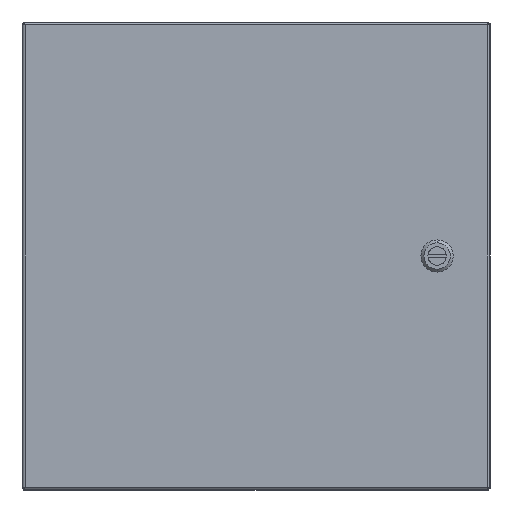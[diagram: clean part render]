
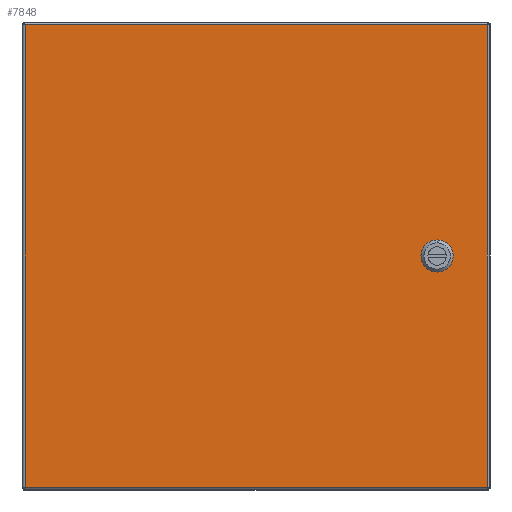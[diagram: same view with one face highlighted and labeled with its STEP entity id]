
A CAD part, front view. The second image highlights one B-rep face of the part: STEP entity #7848.
In plain terms, the highlighted planar face has unit normal (0, -1, 0).
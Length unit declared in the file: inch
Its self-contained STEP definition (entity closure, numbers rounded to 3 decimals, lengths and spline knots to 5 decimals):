
#499 = ORIENTED_EDGE ( 'NONE', *, *, #2741, .T. ) ;
#602 = ORIENTED_EDGE ( 'NONE', *, *, #10696, .T. ) ;
#760 = EDGE_CURVE ( 'NONE', #19678, #14008, #19654, .T. ) ;
#794 = VERTEX_POINT ( 'NONE', #16177 ) ;
#894 = LINE ( 'NONE', #9087, #8899 ) ;
#935 = EDGE_CURVE ( 'NONE', #13053, #15660, #16715, .T. ) ;
#943 = CARTESIAN_POINT ( 'NONE',  ( 5.96, -8.821, -0.3955 ) ) ;
#1012 = CARTESIAN_POINT ( 'NONE',  ( 6.5865, -8.821, -0.231 ) ) ;
#1039 = CARTESIAN_POINT ( 'NONE',  ( -7.896, -8.821, -7.8985 ) ) ;
#1046 = DIRECTION ( 'NONE',  ( 0., 0., 1. ) ) ;
#1205 = CARTESIAN_POINT ( 'NONE',  ( -7.896, -8.821, -7.8985 ) ) ;
#1278 = CARTESIAN_POINT ( 'NONE',  ( 5.96, -8.821, 0.3955 ) ) ;
#1906 = LINE ( 'NONE', #8324, #19960 ) ;
#2317 = EDGE_CURVE ( 'NONE', #20024, #7277, #15489, .T. ) ;
#2741 = EDGE_CURVE ( 'NONE', #7277, #13053, #8888, .T. ) ;
#2750 = FACE_OUTER_BOUND ( 'NONE', #5114, .T. ) ;
#3146 = LINE ( 'NONE', #1278, #3312 ) ;
#3297 = DIRECTION ( 'NONE',  ( 0., 0., -1. ) ) ;
#3312 = VECTOR ( 'NONE', #8023, 39.37008 ) ;
#3335 = ORIENTED_EDGE ( 'NONE', *, *, #13973, .T. ) ;
#3722 = VERTEX_POINT ( 'NONE', #6865 ) ;
#4142 = LINE ( 'NONE', #10898, #5834 ) ;
#4208 = CARTESIAN_POINT ( 'NONE',  ( 6.5865, -8.821, -0.231 ) ) ;
#5114 = EDGE_LOOP ( 'NONE', ( #9026, #7756, #13724, #5690 ) ) ;
#5690 = ORIENTED_EDGE ( 'NONE', *, *, #12881, .T. ) ;
#5691 = VECTOR ( 'NONE', #17457, 39.37008 ) ;
#5834 = VECTOR ( 'NONE', #7345, 39.37008 ) ;
#5871 = DIRECTION ( 'NONE',  ( 0., 0., 1. ) ) ;
#5953 = VERTEX_POINT ( 'NONE', #14635 ) ;
#6020 = DIRECTION ( 'NONE',  ( -1., 0., 0. ) ) ;
#6292 = EDGE_CURVE ( 'NONE', #13530, #5953, #17693, .T. ) ;
#6865 = CARTESIAN_POINT ( 'NONE',  ( 7.901, -8.821, -7.8985 ) ) ;
#7133 = ORIENTED_EDGE ( 'NONE', *, *, #15977, .T. ) ;
#7277 = VERTEX_POINT ( 'NONE', #16200 ) ;
#7345 = DIRECTION ( 'NONE',  ( 1., 0., 0. ) ) ;
#7596 = CARTESIAN_POINT ( 'NONE',  ( 5.7955, -8.821, 0.231 ) ) ;
#7756 = ORIENTED_EDGE ( 'NONE', *, *, #20505, .T. ) ;
#7848 = ADVANCED_FACE ( 'NONE', ( #2750, #16276 ), #13292, .T. ) ;
#8023 = DIRECTION ( 'NONE',  ( 0.707, 0., 0.707 ) ) ;
#8065 = ORIENTED_EDGE ( 'NONE', *, *, #2317, .T. ) ;
#8324 = CARTESIAN_POINT ( 'NONE',  ( -7.896, -8.821, 7.8985 ) ) ;
#8360 = CARTESIAN_POINT ( 'NONE',  ( -7.896, -8.821, 7.8985 ) ) ;
#8851 = VECTOR ( 'NONE', #1046, 39.37008 ) ;
#8888 = LINE ( 'NONE', #9107, #5691 ) ;
#8899 = VECTOR ( 'NONE', #5871, 39.37008 ) ;
#9026 = ORIENTED_EDGE ( 'NONE', *, *, #15625, .T. ) ;
#9087 = CARTESIAN_POINT ( 'NONE',  ( 7.901, -8.821, -7.8985 ) ) ;
#9091 = VERTEX_POINT ( 'NONE', #14736 ) ;
#9107 = CARTESIAN_POINT ( 'NONE',  ( 6.422, -8.821, 0.3955 ) ) ;
#9226 = VERTEX_POINT ( 'NONE', #15165 ) ;
#9750 = DIRECTION ( 'NONE',  ( -0.707, 0., -0.707 ) ) ;
#10057 = CARTESIAN_POINT ( 'NONE',  ( 6.5865, -8.821, -0.231 ) ) ;
#10543 = EDGE_LOOP ( 'NONE', ( #7133, #15929, #8065, #499, #20459, #602, #3335, #21583 ) ) ;
#10696 = EDGE_CURVE ( 'NONE', #15660, #9226, #11223, .T. ) ;
#10898 = CARTESIAN_POINT ( 'NONE',  ( -7.896, -8.821, -7.8985 ) ) ;
#11223 = LINE ( 'NONE', #1012, #18542 ) ;
#11728 = DIRECTION ( 'NONE',  ( 0., 0., -1. ) ) ;
#11988 = CARTESIAN_POINT ( 'NONE',  ( 6.5865, -8.821, 0.231 ) ) ;
#12202 = CARTESIAN_POINT ( 'NONE',  ( 5.96, -8.821, -0.3955 ) ) ;
#12881 = EDGE_CURVE ( 'NONE', #14008, #3722, #4142, .T. ) ;
#13053 = VERTEX_POINT ( 'NONE', #11988 ) ;
#13061 = DIRECTION ( 'NONE',  ( 0., 0., -1. ) ) ;
#13292 = PLANE ( 'NONE',  #16363 ) ;
#13530 = VERTEX_POINT ( 'NONE', #12202 ) ;
#13724 = ORIENTED_EDGE ( 'NONE', *, *, #760, .T. ) ;
#13821 = CARTESIAN_POINT ( 'NONE',  ( 6.422, -8.821, 0.3955 ) ) ;
#13973 = EDGE_CURVE ( 'NONE', #9226, #13530, #14265, .T. ) ;
#14008 = VERTEX_POINT ( 'NONE', #1039 ) ;
#14151 = DIRECTION ( 'NONE',  ( 1., 0., 0. ) ) ;
#14265 = LINE ( 'NONE', #943, #20566 ) ;
#14473 = CARTESIAN_POINT ( 'NONE',  ( 5.7955, -8.821, -0.231 ) ) ;
#14635 = CARTESIAN_POINT ( 'NONE',  ( 5.7955, -8.821, -0.231 ) ) ;
#14736 = CARTESIAN_POINT ( 'NONE',  ( 5.7955, -8.821, 0.231 ) ) ;
#15165 = CARTESIAN_POINT ( 'NONE',  ( 6.422, -8.821, -0.3955 ) ) ;
#15489 = LINE ( 'NONE', #13821, #18843 ) ;
#15625 = EDGE_CURVE ( 'NONE', #3722, #794, #894, .T. ) ;
#15635 = VECTOR ( 'NONE', #19607, 39.37008 ) ;
#15660 = VERTEX_POINT ( 'NONE', #4208 ) ;
#15929 = ORIENTED_EDGE ( 'NONE', *, *, #21802, .T. ) ;
#15977 = EDGE_CURVE ( 'NONE', #5953, #9091, #19819, .T. ) ;
#16177 = CARTESIAN_POINT ( 'NONE',  ( 7.901, -8.821, 7.8985 ) ) ;
#16200 = CARTESIAN_POINT ( 'NONE',  ( 6.422, -8.821, 0.3955 ) ) ;
#16276 = FACE_BOUND ( 'NONE', #10543, .T. ) ;
#16363 = AXIS2_PLACEMENT_3D ( 'NONE', #16718, #20076, #11728 ) ;
#16592 = CARTESIAN_POINT ( 'NONE',  ( 5.96, -8.821, 0.3955 ) ) ;
#16715 = LINE ( 'NONE', #10057, #21846 ) ;
#16718 = CARTESIAN_POINT ( 'NONE',  ( -7.896, -8.821, -7.8985 ) ) ;
#17457 = DIRECTION ( 'NONE',  ( 0.707, 0., -0.707 ) ) ;
#17693 = LINE ( 'NONE', #14473, #15635 ) ;
#18542 = VECTOR ( 'NONE', #9750, 39.37008 ) ;
#18771 = DIRECTION ( 'NONE',  ( -1., 0., 0. ) ) ;
#18843 = VECTOR ( 'NONE', #14151, 39.37008 ) ;
#19607 = DIRECTION ( 'NONE',  ( -0.707, 0., 0.707 ) ) ;
#19654 = LINE ( 'NONE', #1205, #20165 ) ;
#19678 = VERTEX_POINT ( 'NONE', #8360 ) ;
#19819 = LINE ( 'NONE', #7596, #8851 ) ;
#19960 = VECTOR ( 'NONE', #18771, 39.37008 ) ;
#20024 = VERTEX_POINT ( 'NONE', #16592 ) ;
#20076 = DIRECTION ( 'NONE',  ( 0., -1., 0. ) ) ;
#20165 = VECTOR ( 'NONE', #13061, 39.37008 ) ;
#20459 = ORIENTED_EDGE ( 'NONE', *, *, #935, .T. ) ;
#20505 = EDGE_CURVE ( 'NONE', #794, #19678, #1906, .T. ) ;
#20566 = VECTOR ( 'NONE', #6020, 39.37008 ) ;
#21583 = ORIENTED_EDGE ( 'NONE', *, *, #6292, .T. ) ;
#21802 = EDGE_CURVE ( 'NONE', #9091, #20024, #3146, .T. ) ;
#21846 = VECTOR ( 'NONE', #3297, 39.37008 ) ;
